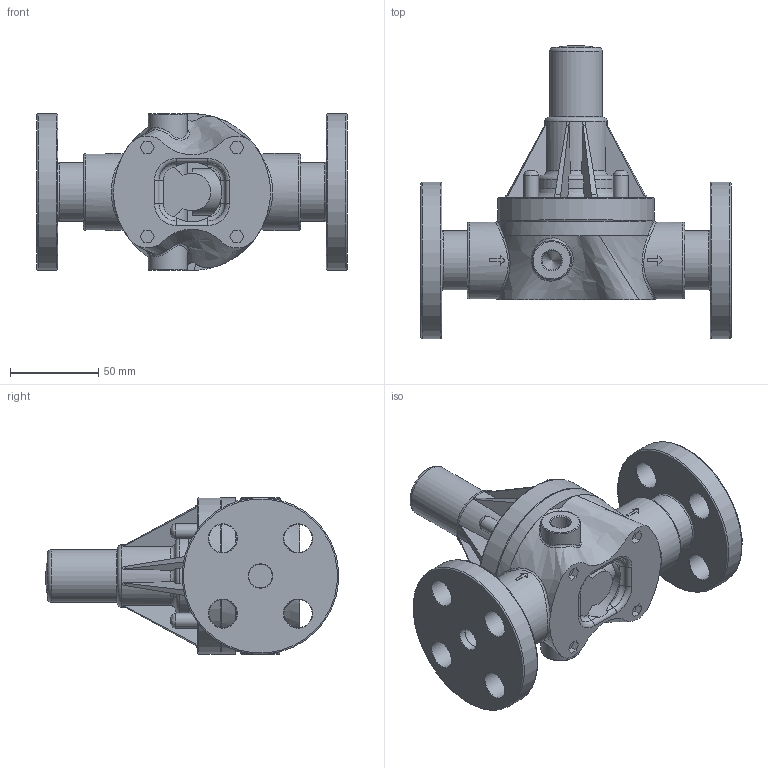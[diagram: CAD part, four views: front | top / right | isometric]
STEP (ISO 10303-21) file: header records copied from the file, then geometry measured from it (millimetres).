
FILE_DESCRIPTION((''),'2;1');
FILE_NAME('ECO-55E-PVC_R0.stp','2017-07-24T14:07:02',('salesdesk5'),(''),'Autodesk Inventor 2009','Autodesk Inventor 2009','');
FILE_SCHEMA(('AUTOMOTIVE_DESIGN { 1 0 10303 214 1 1 1 1 }'));
Length unit declared in the file: inch
Products named in the file (1): ECO-55E-PVC_R0
Bounding box: 176.01 x 166.21 x 88.9 mm (x, y, z)
Volume: 598906.5 mm3; surface area: 103598.2 mm2
Topology: 1 solids, 15 shells, 358 faces, 877 edges, 571 vertices
Faces by surface type: plane 129, bspline 87, cylinder 82, torus 49, cone 11
Full cylindrical faces by diameter (mm): 5.842 x4, 8.382 x4, 11.113 x2, 13.36 x2, 16.002 x8, 22.225 x2, 29.972 x1, 33.541 x2, 35.56 x1, 43.586 x2, 88.9 x3
Entity records: 17263 total; most frequent: CARTESIAN_POINT 9333, ORIENTED_EDGE 1528, DIRECTION 1444, EDGE_CURVE 764, AXIS2_PLACEMENT_3D 589, VERTEX_POINT 547, EDGE_LOOP 489, FACE_OUTER_BOUND 358
